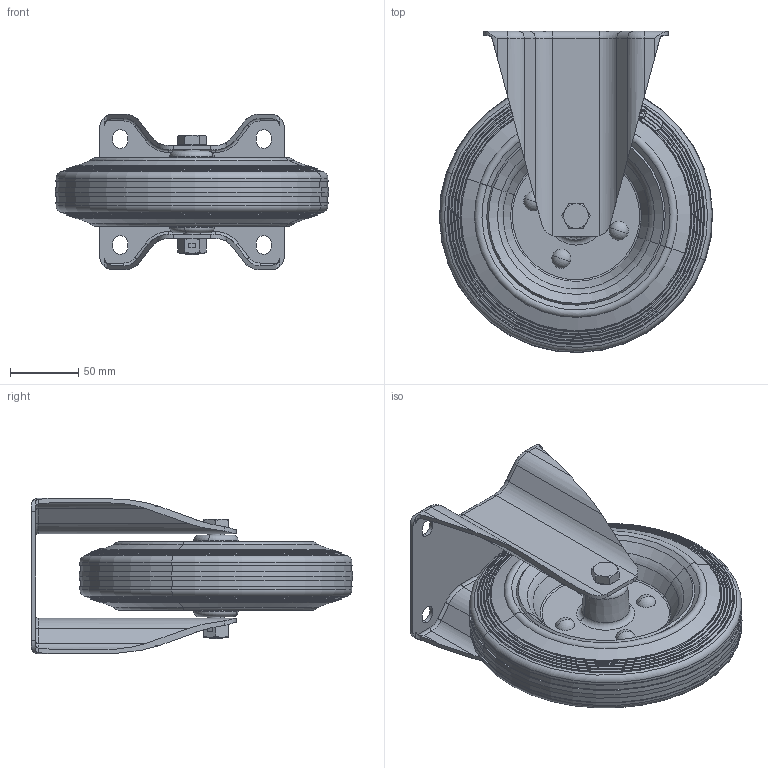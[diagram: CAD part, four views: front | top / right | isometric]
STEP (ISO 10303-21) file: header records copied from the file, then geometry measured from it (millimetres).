
FILE_DESCRIPTION (( 'STEP AP214' ), '1' );
FILE_NAME ('0029275WI_B-IS-SGS-200-R.STEP', '2017-05-05T10:30:32', ( '' ), ( '' ), 'SwSTEP 2.0', 'SolidWorks 2016', '' );
FILE_SCHEMA (( 'AUTOMOTIVE_DESIGN' ));
Length unit declared in the file: millimetre
Products named in the file (1): 0029275WI_B-IS-SGS-200-R
Bounding box: 199.96 x 234.98 x 114 mm (x, y, z)
Volume: 1044403.3 mm3; surface area: 248156.1 mm2
Topology: 20 solids, 20 shells, 535 faces, 1231 edges, 738 vertices
Faces by surface type: plane 134, torus 118, cone 116, cylinder 108, bspline 59
Entity records: 19329 total; most frequent: CARTESIAN_POINT 4876, DIRECTION 2455, ORIENTED_EDGE 2430, EDGE_CURVE 1215, AXIS2_PLACEMENT_3D 1011, VERTEX_POINT 738, EDGE_LOOP 599, FACE_OUTER_BOUND 535
